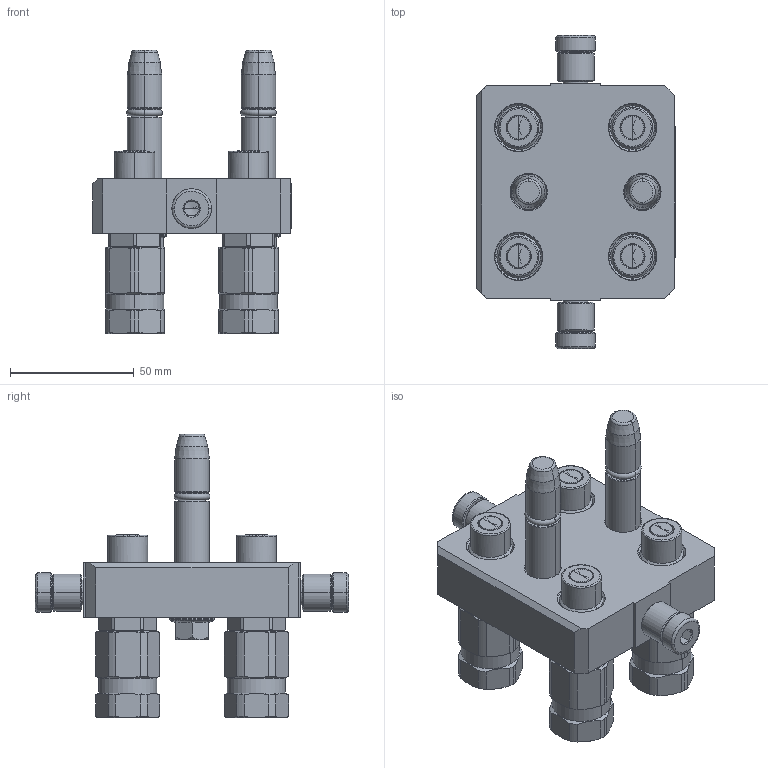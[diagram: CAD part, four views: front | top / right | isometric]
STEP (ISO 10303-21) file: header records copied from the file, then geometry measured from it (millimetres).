
FILE_DESCRIPTION (( 'STEP AP214' ), '1' );
FILE_NAME ('FASTER.step', '2025-01-02T03:57:30', ( '' ), ( '' ), 'SwSTEP 2.0', 'SolidWorks 2017', '' );
FILE_SCHEMA (( 'AUTOMOTIVE_DESIGN' ));
Length unit declared in the file: millimetre
Products named in the file (10): 2ffnp14_gas_m2v; 4830_028_1000_011; et002; 4820_010_1000_000; 4830_021_0000_000; P404_M_BASE; or2_62x9_19_m; 4830_013_3000_030; FASTER; 1540_080_0008_000
Assembly tree (17 placements, depth 3):
  FASTER
    P404_M_BASE
      4820_010_1000_000
      4830_021_0000_000  x2
      1540_080_0008_000  x2
      4830_013_3000_030  x2
      or2_62x9_19_m  x2
      4830_028_1000_011  x2
    2ffnp14_gas_m2v  x4
    et002
Bounding box: 80.3 x 126.6 x 114.6 mm (x, y, z)
Volume: 79317.2 mm3; surface area: 97615 mm2
Topology: 13 solids, 32 shells, 1965 faces, 4976 edges, 3154 vertices
Faces by surface type: plane 890, cone 474, cylinder 427, bspline 110, torus 64
Entity records: 40322 total; most frequent: CARTESIAN_POINT 10484, ORIENTED_EDGE 6112, DIRECTION 5779, EDGE_CURVE 3075, VECTOR 2219, LINE 2219, VERTEX_POINT 1985, AXIS2_PLACEMENT_3D 1780
